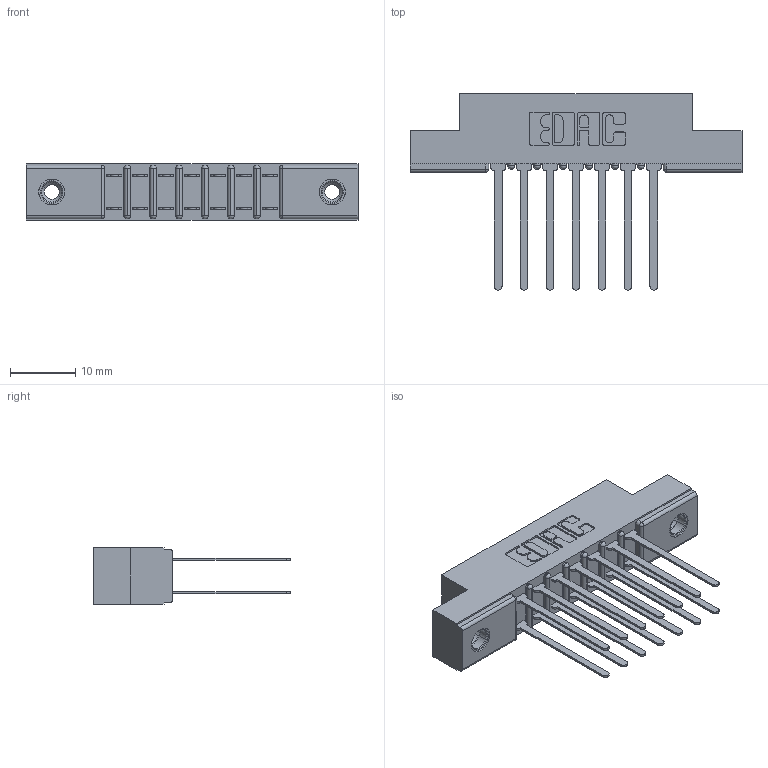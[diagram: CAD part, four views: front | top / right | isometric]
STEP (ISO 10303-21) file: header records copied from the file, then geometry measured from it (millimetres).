
FILE_DESCRIPTION (( 'STEP AP203' ), '1' );
FILE_NAME ('357-014-540-208.STEP', '2019-09-17T18:34:34', ( '' ), ( '' ), 'SwSTEP 2.0', 'SolidWorks 2016', '' );
FILE_SCHEMA (( 'CONFIG_CONTROL_DESIGN' ));
Length unit declared in the file: inch
Products named in the file (4): 307-290-001_540; 307 Part_.156 Dia Mounting Holes; 357-014-540-208; 345-250-001_345-250-003-102
Assembly tree (17 placements, depth 2):
  357-014-540-208
    307 Part_.156 Dia Mounting Holes
    307-290-001_540  x14
    345-250-001_345-250-003-102  x2
Bounding box: 50.75 x 30 x 8.71 mm (x, y, z)
Volume: 3392.9 mm3; surface area: 5678.1 mm2
Topology: 17 solids, 17 shells, 830 faces, 2279 edges, 1470 vertices
Faces by surface type: plane 536, cylinder 262, sphere 16, cone 12, torus 4
Entity records: 11693 total; most frequent: CARTESIAN_POINT 1906, DIRECTION 1891, ORIENTED_EDGE 1878, EDGE_CURVE 939, LINE 705, VECTOR 705, VERTEX_POINT 608, AXIS2_PLACEMENT_3D 593
